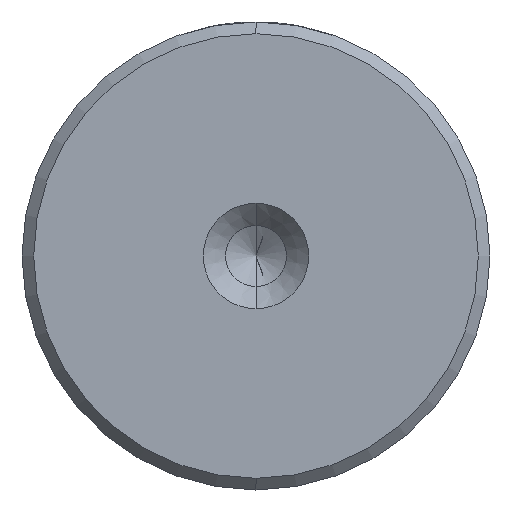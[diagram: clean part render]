
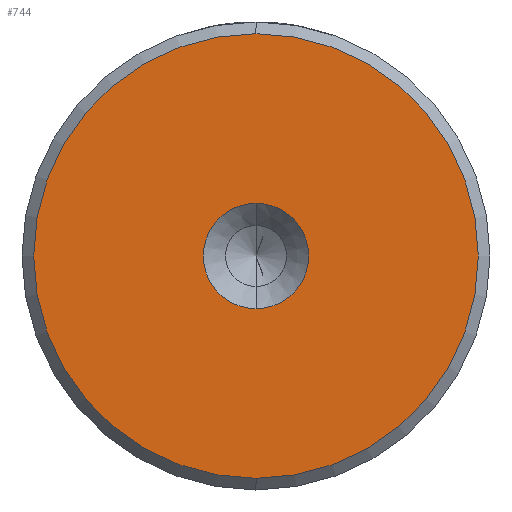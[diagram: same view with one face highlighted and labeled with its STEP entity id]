
A CAD part, left-side view. The second image highlights one B-rep face of the part: STEP entity #744.
In plain terms, the highlighted planar face has unit normal (-1, 0, 0).
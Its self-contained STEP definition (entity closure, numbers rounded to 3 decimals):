
#76 = CARTESIAN_POINT ( 'NONE',  ( 0., 0., -2.25 ) ) ;
#109 = AXIS2_PLACEMENT_3D ( 'NONE', #620, #1825, #790 ) ;
#146 = CIRCLE ( 'NONE', #351, 9.5 ) ;
#293 = ORIENTED_EDGE ( 'NONE', *, *, #1427, .F. ) ;
#311 = CIRCLE ( 'NONE', #109, 2.25 ) ;
#323 = ORIENTED_EDGE ( 'NONE', *, *, #1425, .T. ) ;
#328 = DIRECTION ( 'NONE',  ( 0., 0., 1. ) ) ;
#347 = CARTESIAN_POINT ( 'NONE',  ( 0., 0., 0. ) ) ;
#351 = AXIS2_PLACEMENT_3D ( 'NONE', #809, #2027, #978 ) ;
#371 = PLANE ( 'NONE',  #1172 ) ;
#459 = ORIENTED_EDGE ( 'NONE', *, *, #1964, .T. ) ;
#477 = DIRECTION ( 'NONE',  ( -1., 0., 0. ) ) ;
#478 = CIRCLE ( 'NONE', #1821, 2.25 ) ;
#620 = CARTESIAN_POINT ( 'NONE',  ( 0., 0., 0. ) ) ;
#648 = DIRECTION ( 'NONE',  ( -1., 0., 0. ) ) ;
#744 = ADVANCED_FACE ( 'NONE', ( #2001, #1083 ), #371, .T. ) ;
#790 = DIRECTION ( 'NONE',  ( 0., 0., 1. ) ) ;
#809 = CARTESIAN_POINT ( 'NONE',  ( 0., 0., 0. ) ) ;
#817 = CARTESIAN_POINT ( 'NONE',  ( 0., 0., 0. ) ) ;
#978 = DIRECTION ( 'NONE',  ( 0., 0., 1. ) ) ;
#985 = DIRECTION ( 'NONE',  ( 0., 0., 1. ) ) ;
#1083 = FACE_BOUND ( 'NONE', #1615, .T. ) ;
#1111 = CARTESIAN_POINT ( 'NONE',  ( 0., 0., 9.5 ) ) ;
#1172 = AXIS2_PLACEMENT_3D ( 'NONE', #347, #477, #328 ) ;
#1295 = VERTEX_POINT ( 'NONE', #2153 ) ;
#1308 = VERTEX_POINT ( 'NONE', #1111 ) ;
#1338 = CIRCLE ( 'NONE', #1587, 9.5 ) ;
#1354 = VERTEX_POINT ( 'NONE', #76 ) ;
#1425 = EDGE_CURVE ( 'NONE', #1308, #1625, #1338, .T. ) ;
#1427 = EDGE_CURVE ( 'NONE', #1295, #1354, #478, .T. ) ;
#1550 = CARTESIAN_POINT ( 'NONE',  ( 0., 0., -9.5 ) ) ;
#1554 = EDGE_LOOP ( 'NONE', ( #459, #323 ) ) ;
#1587 = AXIS2_PLACEMENT_3D ( 'NONE', #817, #2031, #985 ) ;
#1615 = EDGE_LOOP ( 'NONE', ( #293, #2195 ) ) ;
#1625 = VERTEX_POINT ( 'NONE', #1550 ) ;
#1670 = CARTESIAN_POINT ( 'NONE',  ( 0., 0., 0. ) ) ;
#1821 = AXIS2_PLACEMENT_3D ( 'NONE', #1670, #648, #1855 ) ;
#1825 = DIRECTION ( 'NONE',  ( -1., 0., 0. ) ) ;
#1855 = DIRECTION ( 'NONE',  ( 0., 0., 1. ) ) ;
#1900 = EDGE_CURVE ( 'NONE', #1354, #1295, #311, .T. ) ;
#1964 = EDGE_CURVE ( 'NONE', #1625, #1308, #146, .T. ) ;
#2001 = FACE_OUTER_BOUND ( 'NONE', #1554, .T. ) ;
#2027 = DIRECTION ( 'NONE',  ( -1., 0., 0. ) ) ;
#2031 = DIRECTION ( 'NONE',  ( -1., 0., 0. ) ) ;
#2153 = CARTESIAN_POINT ( 'NONE',  ( 0., 0., 2.25 ) ) ;
#2195 = ORIENTED_EDGE ( 'NONE', *, *, #1900, .F. ) ;
